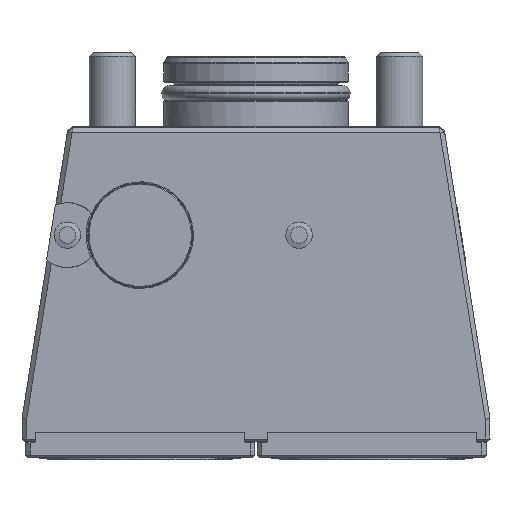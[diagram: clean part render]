
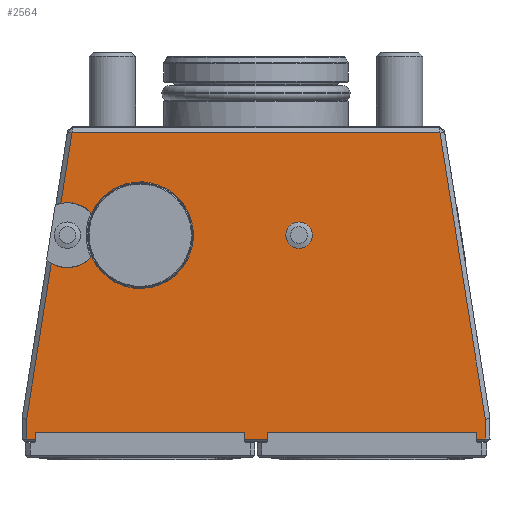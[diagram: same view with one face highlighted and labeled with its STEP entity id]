
A CAD part, left-side view. The second image highlights one B-rep face of the part: STEP entity #2564.
In plain terms, the highlighted planar face has unit normal (-1, 0, 0).
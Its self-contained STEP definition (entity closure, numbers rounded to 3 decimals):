
#480=LINE('',#14859,#1248);
#483=LINE('',#14865,#1251);
#486=LINE('',#14871,#1254);
#536=LINE('',#15000,#1304);
#540=LINE('',#15009,#1308);
#542=LINE('',#15012,#1310);
#547=LINE('',#15021,#1315);
#551=LINE('',#15030,#1319);
#553=LINE('',#15033,#1321);
#565=LINE('',#15069,#1333);
#616=LINE('',#15439,#1384);
#617=LINE('',#15441,#1385);
#618=LINE('',#15443,#1386);
#619=LINE('',#15445,#1387);
#620=LINE('',#15450,#1388);
#1248=VECTOR('',#11161,1.);
#1251=VECTOR('',#11166,1.);
#1254=VECTOR('',#11171,1.);
#1304=VECTOR('',#11285,1.);
#1308=VECTOR('',#11291,1.);
#1310=VECTOR('',#11295,1.);
#1315=VECTOR('',#11304,1.);
#1319=VECTOR('',#11310,1.);
#1321=VECTOR('',#11314,1.);
#1333=VECTOR('',#11342,1.);
#1384=VECTOR('',#11493,1.);
#1385=VECTOR('',#11494,1.);
#1386=VECTOR('',#11495,1.);
#1387=VECTOR('',#11496,1.);
#1388=VECTOR('',#11501,1.);
#2037=FACE_BOUND('',#3932,.T.);
#2038=FACE_BOUND('',#3933,.T.);
#2564=ADVANCED_FACE('',(#2037,#2038),#2943,.F.);
#2943=PLANE('',#9467);
#3932=EDGE_LOOP('',(#5758));
#3933=EDGE_LOOP('',(#5759,#5760,#5761,#5762,#5763,#5764,#5765,#5766,#5767,
#5768,#5769,#5770,#5771,#5772,#5773,#5774,#5775,#5776));
#5758=ORIENTED_EDGE('',*,*,#8013,.T.);
#5759=ORIENTED_EDGE('',*,*,#8192,.T.);
#5760=ORIENTED_EDGE('',*,*,#8010,.T.);
#5761=ORIENTED_EDGE('',*,*,#8070,.F.);
#5762=ORIENTED_EDGE('',*,*,#8074,.F.);
#5763=ORIENTED_EDGE('',*,*,#8076,.F.);
#5764=ORIENTED_EDGE('',*,*,#8007,.T.);
#5765=ORIENTED_EDGE('',*,*,#8081,.F.);
#5766=ORIENTED_EDGE('',*,*,#8085,.F.);
#5767=ORIENTED_EDGE('',*,*,#8087,.F.);
#5768=ORIENTED_EDGE('',*,*,#8004,.T.);
#5769=ORIENTED_EDGE('',*,*,#8102,.T.);
#5770=ORIENTED_EDGE('',*,*,#8193,.T.);
#5771=ORIENTED_EDGE('',*,*,#8194,.T.);
#5772=ORIENTED_EDGE('',*,*,#8195,.T.);
#5773=ORIENTED_EDGE('',*,*,#8196,.T.);
#5774=ORIENTED_EDGE('',*,*,#8189,.T.);
#5775=ORIENTED_EDGE('',*,*,#8197,.T.);
#5776=ORIENTED_EDGE('',*,*,#8198,.T.);
#6942=VERTEX_POINT('',#14635);
#7008=VERTEX_POINT('',#14860);
#7009=VERTEX_POINT('',#14864);
#7010=VERTEX_POINT('',#14866);
#7011=VERTEX_POINT('',#14870);
#7012=VERTEX_POINT('',#14872);
#7014=VERTEX_POINT('',#14878);
#7051=VERTEX_POINT('',#15001);
#7054=VERTEX_POINT('',#15008);
#7057=VERTEX_POINT('',#15022);
#7060=VERTEX_POINT('',#15029);
#7069=VERTEX_POINT('',#15070);
#7121=VERTEX_POINT('',#15417);
#7122=VERTEX_POINT('',#15419);
#7124=VERTEX_POINT('',#15440);
#7125=VERTEX_POINT('',#15442);
#7126=VERTEX_POINT('',#15444);
#7127=VERTEX_POINT('',#15446);
#7128=VERTEX_POINT('',#15449);
#8004=EDGE_CURVE('',#7008,#6942,#480,.T.);
#8007=EDGE_CURVE('',#7010,#7009,#483,.T.);
#8010=EDGE_CURVE('',#7012,#7011,#486,.T.);
#8013=EDGE_CURVE('',#7014,#7014,#8686,.T.);
#8070=EDGE_CURVE('',#7051,#7011,#536,.T.);
#8074=EDGE_CURVE('',#7054,#7051,#540,.T.);
#8076=EDGE_CURVE('',#7010,#7054,#542,.T.);
#8081=EDGE_CURVE('',#7057,#7009,#547,.T.);
#8085=EDGE_CURVE('',#7060,#7057,#551,.T.);
#8087=EDGE_CURVE('',#7008,#7060,#553,.T.);
#8102=EDGE_CURVE('',#6942,#7069,#565,.T.);
#8189=EDGE_CURVE('',#7122,#7121,#8717,.T.);
#8192=EDGE_CURVE('',#7124,#7012,#616,.T.);
#8193=EDGE_CURVE('',#7069,#7125,#617,.T.);
#8194=EDGE_CURVE('',#7125,#7126,#618,.T.);
#8195=EDGE_CURVE('',#7126,#7127,#619,.T.);
#8196=EDGE_CURVE('',#7127,#7122,#8718,.T.);
#8197=EDGE_CURVE('',#7121,#7128,#8719,.T.);
#8198=EDGE_CURVE('',#7128,#7124,#620,.T.);
#8686=CIRCLE('',#9370,2.85);
#8717=CIRCLE('',#9463,11.505);
#8718=CIRCLE('',#9465,7.011);
#8719=CIRCLE('',#9466,7.011);
#9370=AXIS2_PLACEMENT_3D('',#14877,#11176,#11177);
#9463=AXIS2_PLACEMENT_3D('',#15418,#11488,#11489);
#9465=AXIS2_PLACEMENT_3D('',#15447,#11497,#11498);
#9466=AXIS2_PLACEMENT_3D('',#15448,#11499,#11500);
#9467=AXIS2_PLACEMENT_3D('',#15451,#11502,#11503);
#11161=DIRECTION('',(0.,-1.,0.));
#11166=DIRECTION('',(0.,-1.,0.));
#11171=DIRECTION('',(0.,-1.,0.));
#11176=DIRECTION('',(1.,0.,0.));
#11177=DIRECTION('',(0.,1.,0.));
#11285=DIRECTION('',(0.,0.,-1.));
#11291=DIRECTION('',(0.,1.,0.));
#11295=DIRECTION('',(0.,0.,1.));
#11304=DIRECTION('',(0.,0.,-1.));
#11310=DIRECTION('',(0.,1.,0.));
#11314=DIRECTION('',(0.,0.,1.));
#11342=DIRECTION('',(0.,0.,1.));
#11488=DIRECTION('',(1.,0.,0.));
#11489=DIRECTION('',(0.,-1.,0.));
#11493=DIRECTION('',(0.,0.,-1.));
#11494=DIRECTION('',(0.,0.156,0.988));
#11495=DIRECTION('',(0.,1.,0.));
#11496=DIRECTION('',(0.,0.156,-0.988));
#11497=DIRECTION('',(1.,0.,0.));
#11498=DIRECTION('',(0.,-1.,0.));
#11499=DIRECTION('',(1.,0.,0.));
#11500=DIRECTION('',(0.,-1.,0.));
#11501=DIRECTION('',(0.,0.156,-0.988));
#11502=DIRECTION('',(1.,0.,0.));
#11503=DIRECTION('',(0.,0.,-1.));
#14635=CARTESIAN_POINT('',(-94.,-49.5,-67.5));
#14859=CARTESIAN_POINT('',(-94.,-49.5,-67.5));
#14860=CARTESIAN_POINT('',(-94.,-47.514,-67.5));
#14864=CARTESIAN_POINT('',(-94.,-2.486,-67.5));
#14865=CARTESIAN_POINT('',(-94.,-2.255,-67.5));
#14866=CARTESIAN_POINT('',(-94.,2.486,-67.5));
#14870=CARTESIAN_POINT('',(-94.,47.514,-67.5));
#14871=CARTESIAN_POINT('',(-94.,47.745,-67.5));
#14872=CARTESIAN_POINT('',(-94.,49.5,-67.5));
#14877=CARTESIAN_POINT('',(-94.,-9.3,-23.5));
#14878=CARTESIAN_POINT('',(-94.,-6.45,-23.5));
#15000=CARTESIAN_POINT('',(-94.,47.514,-66.));
#15001=CARTESIAN_POINT('',(-94.,47.514,-66.));
#15008=CARTESIAN_POINT('',(-94.,2.486,-66.));
#15009=CARTESIAN_POINT('',(-94.,-8.25,-66.));
#15012=CARTESIAN_POINT('',(-94.,2.486,-66.));
#15021=CARTESIAN_POINT('',(-94.,-2.486,-66.));
#15022=CARTESIAN_POINT('',(-94.,-2.486,-66.));
#15029=CARTESIAN_POINT('',(-94.,-47.514,-66.));
#15030=CARTESIAN_POINT('',(-94.,-58.25,-66.));
#15033=CARTESIAN_POINT('',(-94.,-47.514,-66.));
#15069=CARTESIAN_POINT('',(-94.,-49.5,-68.));
#15070=CARTESIAN_POINT('',(-94.,-49.5,-63.216));
#15417=CARTESIAN_POINT('',(-94.,35.5,-28.203));
#15418=CARTESIAN_POINT('',(-94.,25.,-23.5));
#15419=CARTESIAN_POINT('',(-94.,35.5,-18.797));
#15439=CARTESIAN_POINT('',(-94.,49.5,-68.));
#15440=CARTESIAN_POINT('',(-94.,49.5,-63.216));
#15441=CARTESIAN_POINT('',(-94.,-39.56,-0.456));
#15442=CARTESIAN_POINT('',(-94.,-39.693,-1.3));
#15443=CARTESIAN_POINT('',(-94.,40.548,-1.3));
#15444=CARTESIAN_POINT('',(-94.,39.693,-1.3));
#15445=CARTESIAN_POINT('',(-94.,47.755,-52.2));
#15446=CARTESIAN_POINT('',(-94.,42.122,-16.635));
#15447=CARTESIAN_POINT('',(-94.,40.7,-23.5));
#15448=CARTESIAN_POINT('',(-94.,40.7,-23.5));
#15449=CARTESIAN_POINT('',(-94.,44.174,-29.59));
#15450=CARTESIAN_POINT('',(-94.,47.755,-52.2));
#15451=CARTESIAN_POINT('',(-94.,0.,-33.));
